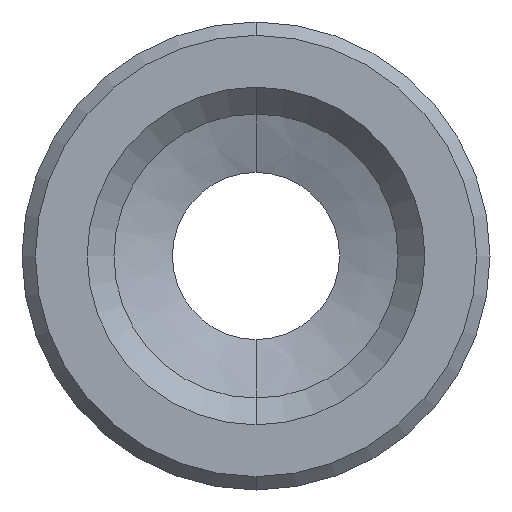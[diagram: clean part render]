
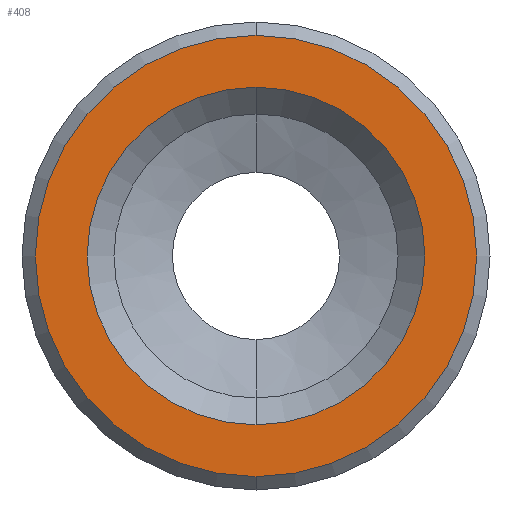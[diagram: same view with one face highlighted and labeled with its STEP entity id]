
A CAD part, front view. The second image highlights one B-rep face of the part: STEP entity #408.
In plain terms, the highlighted planar face has unit normal (0, -1, 0).
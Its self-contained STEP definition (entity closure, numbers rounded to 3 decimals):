
#17 = VERTEX_POINT ( 'NONE', #537 ) ;
#19 = EDGE_CURVE ( 'NONE', #216, #17, #541, .T. ) ;
#203 = VERTEX_POINT ( 'NONE', #923 ) ;
#214 = EDGE_CURVE ( 'NONE', #203, #247, #909, .T. ) ;
#216 = VERTEX_POINT ( 'NONE', #883 ) ;
#247 = VERTEX_POINT ( 'NONE', #816 ) ;
#302 = ORIENTED_EDGE ( 'NONE', *, *, #19, .F. ) ;
#303 = EDGE_LOOP ( 'NONE', ( #304, #336 ) ) ;
#304 = ORIENTED_EDGE ( 'NONE', *, *, #335, .T. ) ;
#335 = EDGE_CURVE ( 'NONE', #247, #203, #1101, .T. ) ;
#336 = ORIENTED_EDGE ( 'NONE', *, *, #214, .T. ) ;
#341 = EDGE_LOOP ( 'NONE', ( #414, #302 ) ) ;
#408 = ADVANCED_FACE ( 'NONE', ( #1227, #1226 ), #1229, .T. ) ;
#414 = ORIENTED_EDGE ( 'NONE', *, *, #415, .F. ) ;
#415 = EDGE_CURVE ( 'NONE', #17, #216, #1281, .T. ) ;
#529 = CARTESIAN_POINT ( 'NONE',  ( 0., 0., 0. ) ) ;
#537 = CARTESIAN_POINT ( 'NONE',  ( 0., 0., -5.05 ) ) ;
#538 = DIRECTION ( 'NONE',  ( 0., 0., -1. ) ) ;
#539 = DIRECTION ( 'NONE',  ( 0., -1., 0. ) ) ;
#540 = AXIS2_PLACEMENT_3D ( 'NONE', #529, #539, #538 ) ;
#541 = CIRCLE ( 'NONE', #540, 5.05 ) ;
#816 = CARTESIAN_POINT ( 'NONE',  ( 0., 0., 6.6 ) ) ;
#883 = CARTESIAN_POINT ( 'NONE',  ( 0., 0., 5.05 ) ) ;
#888 = DIRECTION ( 'NONE',  ( 0., 0., -1. ) ) ;
#889 = DIRECTION ( 'NONE',  ( 0., -1., 0. ) ) ;
#890 = CARTESIAN_POINT ( 'NONE',  ( 0., 0., 0. ) ) ;
#908 = AXIS2_PLACEMENT_3D ( 'NONE', #890, #889, #888 ) ;
#909 = CIRCLE ( 'NONE', #908, 6.6 ) ;
#923 = CARTESIAN_POINT ( 'NONE',  ( 0., 0., -6.6 ) ) ;
#1094 = DIRECTION ( 'NONE',  ( 0., 0., -1. ) ) ;
#1095 = DIRECTION ( 'NONE',  ( 0., -1., 0. ) ) ;
#1096 = CARTESIAN_POINT ( 'NONE',  ( 0., 0., 0. ) ) ;
#1097 = AXIS2_PLACEMENT_3D ( 'NONE', #1096, #1095, #1094 ) ;
#1101 = CIRCLE ( 'NONE', #1097, 6.6 ) ;
#1226 = FACE_OUTER_BOUND ( 'NONE', #303, .T. ) ;
#1227 = FACE_BOUND ( 'NONE', #341, .T. ) ;
#1228 = CARTESIAN_POINT ( 'NONE',  ( 0., 0., 0. ) ) ;
#1229 = PLANE ( 'NONE',  #1258 ) ;
#1256 = DIRECTION ( 'NONE',  ( 0., 0., -1. ) ) ;
#1257 = DIRECTION ( 'NONE',  ( 0., -1., 0. ) ) ;
#1258 = AXIS2_PLACEMENT_3D ( 'NONE', #1228, #1257, #1256 ) ;
#1277 = DIRECTION ( 'NONE',  ( 0., 0., -1. ) ) ;
#1278 = DIRECTION ( 'NONE',  ( 0., -1., 0. ) ) ;
#1279 = CARTESIAN_POINT ( 'NONE',  ( 0., 0., 0. ) ) ;
#1280 = AXIS2_PLACEMENT_3D ( 'NONE', #1279, #1278, #1277 ) ;
#1281 = CIRCLE ( 'NONE', #1280, 5.05 ) ;
